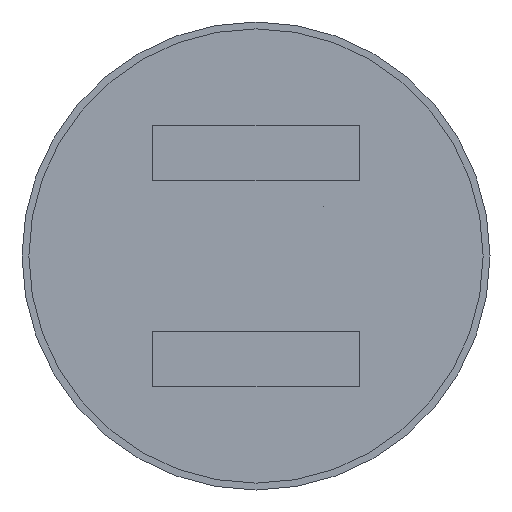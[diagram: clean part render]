
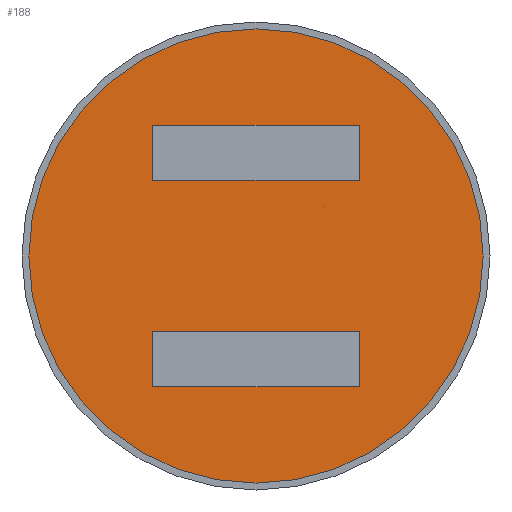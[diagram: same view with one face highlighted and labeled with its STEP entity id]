
A CAD part, front view. The second image highlights one B-rep face of the part: STEP entity #188.
In plain terms, the highlighted planar face has unit normal (0, -1, 0).
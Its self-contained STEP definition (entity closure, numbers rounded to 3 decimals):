
#3 = VERTEX_POINT ( 'NONE', #243 ) ;
#6 = LINE ( 'NONE', #864, #574 ) ;
#11 = CARTESIAN_POINT ( 'NONE',  ( -0.75, -2.5, -0.95 ) ) ;
#16 = CARTESIAN_POINT ( 'NONE',  ( -0.75, -2.5, -0.55 ) ) ;
#20 = DIRECTION ( 'NONE',  ( -1., 0., 0. ) ) ;
#108 = FACE_OUTER_BOUND ( 'NONE', #1007, .T. ) ;
#109 = VECTOR ( 'NONE', #1051, 1000. ) ;
#111 = LINE ( 'NONE', #16, #732 ) ;
#121 = DIRECTION ( 'NONE',  ( 1., 0., 0. ) ) ;
#125 = EDGE_CURVE ( 'NONE', #393, #135, #590, .T. ) ;
#135 = VERTEX_POINT ( 'NONE', #958 ) ;
#137 = AXIS2_PLACEMENT_3D ( 'NONE', #501, #874, #682 ) ;
#154 = EDGE_CURVE ( 'NONE', #217, #520, #6, .T. ) ;
#159 = CARTESIAN_POINT ( 'NONE',  ( 0.75, -2.5, 0.55 ) ) ;
#175 = ORIENTED_EDGE ( 'NONE', *, *, #1115, .T. ) ;
#188 = ADVANCED_FACE ( 'NONE', ( #1144, #108, #483 ), #308, .F. ) ;
#198 = DIRECTION ( 'NONE',  ( 0., 1., 0. ) ) ;
#199 = CARTESIAN_POINT ( 'NONE',  ( -0.75, -2.5, -0.95 ) ) ;
#210 = CARTESIAN_POINT ( 'NONE',  ( 0., -2.5, 1.65 ) ) ;
#217 = VERTEX_POINT ( 'NONE', #199 ) ;
#223 = DIRECTION ( 'NONE',  ( 0., 1., 0. ) ) ;
#230 = CARTESIAN_POINT ( 'NONE',  ( 0.75, -2.5, 0.55 ) ) ;
#243 = CARTESIAN_POINT ( 'NONE',  ( 0.75, -2.5, -0.95 ) ) ;
#250 = ORIENTED_EDGE ( 'NONE', *, *, #1047, .T. ) ;
#279 = ORIENTED_EDGE ( 'NONE', *, *, #793, .T. ) ;
#280 = LINE ( 'NONE', #664, #1044 ) ;
#289 = CARTESIAN_POINT ( 'NONE',  ( -0.75, -2.5, 0.55 ) ) ;
#303 = ORIENTED_EDGE ( 'NONE', *, *, #1038, .F. ) ;
#308 = PLANE ( 'NONE',  #137 ) ;
#359 = AXIS2_PLACEMENT_3D ( 'NONE', #1168, #223, #1160 ) ;
#373 = CARTESIAN_POINT ( 'NONE',  ( 0.75, -2.5, -0.55 ) ) ;
#393 = VERTEX_POINT ( 'NONE', #230 ) ;
#394 = LINE ( 'NONE', #11, #1215 ) ;
#463 = CIRCLE ( 'NONE', #359, 1.65 ) ;
#472 = EDGE_CURVE ( 'NONE', #1077, #671, #773, .T. ) ;
#480 = VERTEX_POINT ( 'NONE', #673 ) ;
#483 = FACE_BOUND ( 'NONE', #1036, .T. ) ;
#501 = CARTESIAN_POINT ( 'NONE',  ( 0., -2.5, 0. ) ) ;
#502 = VECTOR ( 'NONE', #1016, 1000. ) ;
#520 = VERTEX_POINT ( 'NONE', #1053 ) ;
#549 = AXIS2_PLACEMENT_3D ( 'NONE', #1231, #198, #1023 ) ;
#558 = EDGE_CURVE ( 'NONE', #1003, #3, #280, .T. ) ;
#574 = VECTOR ( 'NONE', #676, 1000. ) ;
#590 = LINE ( 'NONE', #289, #838 ) ;
#631 = LINE ( 'NONE', #821, #1087 ) ;
#642 = ORIENTED_EDGE ( 'NONE', *, *, #154, .T. ) ;
#664 = CARTESIAN_POINT ( 'NONE',  ( 0.75, -2.5, -0.95 ) ) ;
#671 = VERTEX_POINT ( 'NONE', #716 ) ;
#673 = CARTESIAN_POINT ( 'NONE',  ( -0.75, -2.5, 0.95 ) ) ;
#676 = DIRECTION ( 'NONE',  ( 0., 0., 1. ) ) ;
#682 = DIRECTION ( 'NONE',  ( 0., 0., 1. ) ) ;
#684 = DIRECTION ( 'NONE',  ( -1., 0., 0. ) ) ;
#716 = CARTESIAN_POINT ( 'NONE',  ( 0., -2.5, -1.65 ) ) ;
#732 = VECTOR ( 'NONE', #121, 1000. ) ;
#754 = EDGE_CURVE ( 'NONE', #480, #917, #631, .T. ) ;
#769 = CARTESIAN_POINT ( 'NONE',  ( 0.75, -2.5, 0.95 ) ) ;
#773 = CIRCLE ( 'NONE', #549, 1.65 ) ;
#793 = EDGE_CURVE ( 'NONE', #917, #393, #1114, .T. ) ;
#821 = CARTESIAN_POINT ( 'NONE',  ( -0.75, -2.5, 0.95 ) ) ;
#838 = VECTOR ( 'NONE', #20, 1000. ) ;
#864 = CARTESIAN_POINT ( 'NONE',  ( -0.75, -2.5, -0.95 ) ) ;
#867 = LINE ( 'NONE', #1138, #109 ) ;
#874 = DIRECTION ( 'NONE',  ( 0., 1., 0. ) ) ;
#890 = EDGE_LOOP ( 'NONE', ( #642, #175, #941, #250 ) ) ;
#909 = DIRECTION ( 'NONE',  ( 1., 0., 0. ) ) ;
#917 = VERTEX_POINT ( 'NONE', #769 ) ;
#941 = ORIENTED_EDGE ( 'NONE', *, *, #558, .T. ) ;
#955 = ORIENTED_EDGE ( 'NONE', *, *, #472, .F. ) ;
#958 = CARTESIAN_POINT ( 'NONE',  ( -0.75, -2.5, 0.55 ) ) ;
#1003 = VERTEX_POINT ( 'NONE', #373 ) ;
#1007 = EDGE_LOOP ( 'NONE', ( #303, #955 ) ) ;
#1013 = EDGE_CURVE ( 'NONE', #135, #480, #867, .T. ) ;
#1016 = DIRECTION ( 'NONE',  ( 0., 0., -1. ) ) ;
#1023 = DIRECTION ( 'NONE',  ( 0., 0., 1. ) ) ;
#1036 = EDGE_LOOP ( 'NONE', ( #1162, #1206, #279, #1100 ) ) ;
#1038 = EDGE_CURVE ( 'NONE', #671, #1077, #463, .T. ) ;
#1044 = VECTOR ( 'NONE', #1046, 1000. ) ;
#1046 = DIRECTION ( 'NONE',  ( 0., 0., -1. ) ) ;
#1047 = EDGE_CURVE ( 'NONE', #3, #217, #394, .T. ) ;
#1051 = DIRECTION ( 'NONE',  ( 0., 0., 1. ) ) ;
#1053 = CARTESIAN_POINT ( 'NONE',  ( -0.75, -2.5, -0.55 ) ) ;
#1077 = VERTEX_POINT ( 'NONE', #210 ) ;
#1087 = VECTOR ( 'NONE', #909, 1000. ) ;
#1100 = ORIENTED_EDGE ( 'NONE', *, *, #125, .T. ) ;
#1114 = LINE ( 'NONE', #159, #502 ) ;
#1115 = EDGE_CURVE ( 'NONE', #520, #1003, #111, .T. ) ;
#1138 = CARTESIAN_POINT ( 'NONE',  ( -0.75, -2.5, 0.55 ) ) ;
#1144 = FACE_BOUND ( 'NONE', #890, .T. ) ;
#1160 = DIRECTION ( 'NONE',  ( 0., 0., 1. ) ) ;
#1162 = ORIENTED_EDGE ( 'NONE', *, *, #1013, .T. ) ;
#1168 = CARTESIAN_POINT ( 'NONE',  ( 0., -2.5, 0. ) ) ;
#1206 = ORIENTED_EDGE ( 'NONE', *, *, #754, .T. ) ;
#1215 = VECTOR ( 'NONE', #684, 1000. ) ;
#1231 = CARTESIAN_POINT ( 'NONE',  ( 0., -2.5, 0. ) ) ;
